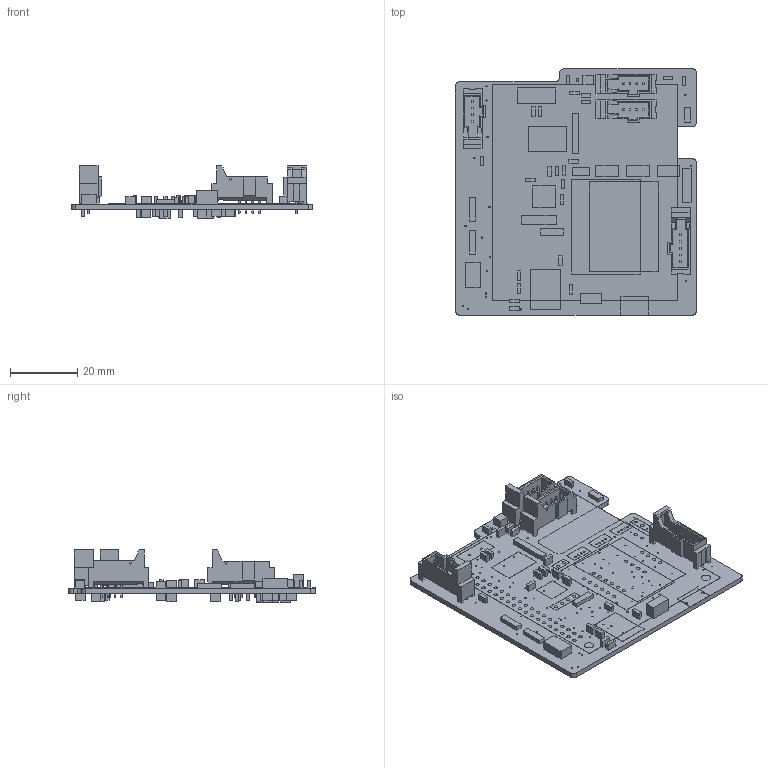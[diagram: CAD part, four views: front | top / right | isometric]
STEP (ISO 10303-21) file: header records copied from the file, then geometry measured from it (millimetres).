
FILE_DESCRIPTION(/* description */ (''),/* implementation_level */ '2;1');
FILE_NAME(/* name */ '95979260-3e6c-4f3a-924a-6f35ffd222bb.stp',/* time_stamp */ '2021-01-11T20:08:13+00:00',/* author */ (''),/* organization */ (''),/* preprocessor_version */ 'ST-DEVELOPER v18.1',/* originating_system */ 'Autodesk Translation Framework v9.7.1.1290',/* authorisation */ '');
FILE_SCHEMA (('AUTOMOTIVE_DESIGN { 1 0 10303 214 3 1 1 }'));
Length unit declared in the file: millimetre
Products named in the file (33): 95979260-3e6c-4f3a-924a-6f35ffd222bb; PCB Component; Board; 0.1uF; 150uF; 250mA/100V; COLOR; LED-0603; 1X04; T2I; _T2I-04-VT-T-S-TH_terminal; _T2I-04-VT-T-S-TH_pins; DF13-4P-1.25DSA; T2I5P; _T2I-05-VT-T-S-TH_terminal; _T2I-05-VT-T-S-TH_pins; 1X03; 1X05; 1X02; 1X02 (1); 2.5A/30V/105mΩ; 0603 (1); MCP2515; TCAN337D; USB-MICRO; ADAFRUIT-FXOS8700-FXAS21002; ADAFRUIT-BNO055; DISCRETECOMPONENTS_SW_2512; MCR1101; RPI4; MAX1136EUA-T; AZ1117EH-3.3TRG1; ECS-80-S-4X
Assembly tree (84 placements, depth 4):
  95979260-3e6c-4f3a-924a-6f35ffd222bb
    PCB Component
      Board
      0.1uF  x13
      150uF
      250mA/100V
      COLOR
      LED-0603  x3
      1X04  x2
      T2I  x3
        _T2I-04-VT-T-S-TH_terminal
        _T2I-04-VT-T-S-TH_pins
      DF13-4P-1.25DSA  x3
      T2I5P
        _T2I-05-VT-T-S-TH_terminal
        _T2I-05-VT-T-S-TH_pins
      1X03  x3
      1X05
      1X02
      1X02 (1)  x2
      2.5A/30V/105mΩ  x5
      0603 (1)  x27
      MCP2515
      TCAN337D
      USB-MICRO
      ADAFRUIT-FXOS8700-FXAS21002
      ADAFRUIT-BNO055
      DISCRETECOMPONENTS_SW_2512
      MCR1101
      RPI4
      MAX1136EUA-T
      AZ1117EH-3.3TRG1
      ECS-80-S-4X
Bounding box: 71.5 x 73.04 x 15.54 mm (x, y, z)
Volume: 10167.6 mm3; surface area: 26550.9 mm2
Topology: 83 solids, 83 shells, 1354 faces, 3340 edges, 2152 vertices
Faces by surface type: plane 1096, cylinder 258
Full cylindrical faces by diameter (mm): 0.35 x110, 0.55 x5, 0.6 x12, 0.63 x2, 0.7 x3, 0.8 x22, 0.95 x2, 1.016 x88, 2.75 x4
Entity records: 25699 total; most frequent: DIRECTION 4170, CARTESIAN_POINT 4047, ORIENTED_EDGE 3872, EDGE_CURVE 1936, LINE 1420, VECTOR 1420, AXIS2_PLACEMENT_3D 1375, VERTEX_POINT 1252
